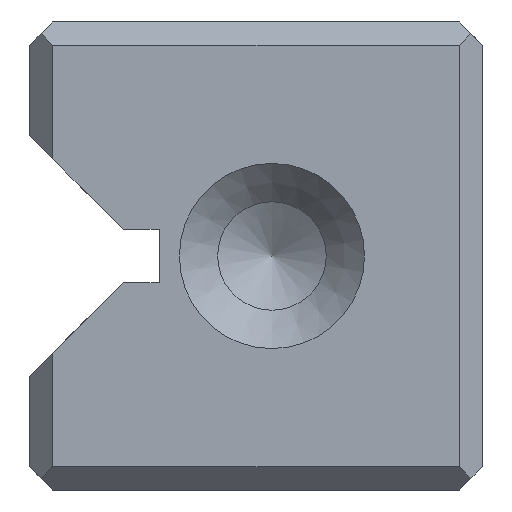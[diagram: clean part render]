
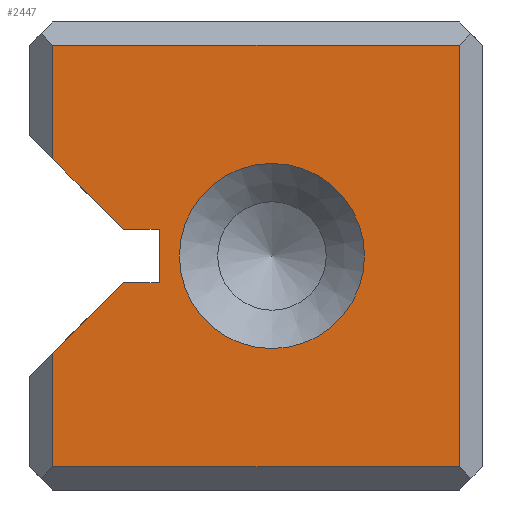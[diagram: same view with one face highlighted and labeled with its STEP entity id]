
A CAD part, left-side view. The second image highlights one B-rep face of the part: STEP entity #2447.
In plain terms, the highlighted planar face has unit normal (-1, 0, 0).
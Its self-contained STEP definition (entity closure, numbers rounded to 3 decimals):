
#2447=ADVANCED_FACE('',(#3307,#3308),#2808,.T.);
#2808=PLANE('',#8513);
#3046=CIRCLE('',#8512,4.35);
#3307=FACE_BOUND('',#3463,.T.);
#3308=FACE_BOUND('',#3464,.T.);
#3463=EDGE_LOOP('',(#4129));
#3464=EDGE_LOOP('',(#4130,#4131,#4132,#4133,#4134,#4135,#4136,#4137,#4138,
#4139));
#4129=ORIENTED_EDGE('',*,*,#6533,.T.);
#4130=ORIENTED_EDGE('',*,*,#6534,.T.);
#4131=ORIENTED_EDGE('',*,*,#6535,.T.);
#4132=ORIENTED_EDGE('',*,*,#6536,.T.);
#4133=ORIENTED_EDGE('',*,*,#6537,.T.);
#4134=ORIENTED_EDGE('',*,*,#6538,.F.);
#4135=ORIENTED_EDGE('',*,*,#6539,.F.);
#4136=ORIENTED_EDGE('',*,*,#6540,.F.);
#4137=ORIENTED_EDGE('',*,*,#6541,.F.);
#4138=ORIENTED_EDGE('',*,*,#6542,.T.);
#4139=ORIENTED_EDGE('',*,*,#6543,.T.);
#5917=VERTEX_POINT('',#10873);
#5918=VERTEX_POINT('',#10875);
#5919=VERTEX_POINT('',#10876);
#5920=VERTEX_POINT('',#10878);
#5921=VERTEX_POINT('',#10880);
#5922=VERTEX_POINT('',#10882);
#5923=VERTEX_POINT('',#10884);
#5924=VERTEX_POINT('',#10886);
#5925=VERTEX_POINT('',#10888);
#5926=VERTEX_POINT('',#10890);
#5927=VERTEX_POINT('',#10892);
#6533=EDGE_CURVE('',#5917,#5917,#3046,.T.);
#6534=EDGE_CURVE('',#5918,#5919,#7343,.T.);
#6535=EDGE_CURVE('',#5919,#5920,#7344,.T.);
#6536=EDGE_CURVE('',#5920,#5921,#7345,.T.);
#6537=EDGE_CURVE('',#5921,#5922,#7346,.T.);
#6538=EDGE_CURVE('',#5923,#5922,#7347,.T.);
#6539=EDGE_CURVE('',#5924,#5923,#7348,.T.);
#6540=EDGE_CURVE('',#5925,#5924,#7349,.T.);
#6541=EDGE_CURVE('',#5926,#5925,#7350,.T.);
#6542=EDGE_CURVE('',#5926,#5927,#7351,.T.);
#6543=EDGE_CURVE('',#5927,#5918,#7352,.T.);
#7343=LINE('',#10874,#8003);
#7344=LINE('',#10877,#8004);
#7345=LINE('',#10879,#8005);
#7346=LINE('',#10881,#8006);
#7347=LINE('',#10883,#8007);
#7348=LINE('',#10885,#8008);
#7349=LINE('',#10887,#8009);
#7350=LINE('',#10889,#8010);
#7351=LINE('',#10891,#8011);
#7352=LINE('',#10893,#8012);
#8003=VECTOR('',#9015,1.);
#8004=VECTOR('',#9016,1.);
#8005=VECTOR('',#9017,1.);
#8006=VECTOR('',#9018,1.);
#8007=VECTOR('',#9019,1.);
#8008=VECTOR('',#9020,1.);
#8009=VECTOR('',#9021,1.);
#8010=VECTOR('',#9022,1.);
#8011=VECTOR('',#9023,1.);
#8012=VECTOR('',#9024,1.);
#8512=AXIS2_PLACEMENT_3D('',#10872,#9013,#9014);
#8513=AXIS2_PLACEMENT_3D('',#10894,#9025,#9026);
#9013=DIRECTION('',(1.,0.,0.));
#9014=DIRECTION('',(0.,0.,-1.));
#9015=DIRECTION('',(0.,-1.,0.));
#9016=DIRECTION('',(0.,0.,1.));
#9017=DIRECTION('',(0.,1.,0.));
#9018=DIRECTION('',(0.,0.,-1.));
#9019=DIRECTION('',(0.,0.707,0.707));
#9020=DIRECTION('',(0.,1.,0.));
#9021=DIRECTION('',(0.,0.,1.));
#9022=DIRECTION('',(0.,-1.,0.));
#9023=DIRECTION('',(0.,0.707,-0.707));
#9024=DIRECTION('',(0.,0.,-1.));
#9025=DIRECTION('',(-1.,0.,0.));
#9026=DIRECTION('',(0.,0.,-1.));
#10872=CARTESIAN_POINT('',(0.,9.9,11.));
#10873=CARTESIAN_POINT('',(0.,9.9,6.65));
#10874=CARTESIAN_POINT('',(0.,10.65,1.1));
#10875=CARTESIAN_POINT('',(0.,20.2,1.1));
#10876=CARTESIAN_POINT('',(0.,1.1,1.1));
#10877=CARTESIAN_POINT('',(0.,1.1,0.));
#10878=CARTESIAN_POINT('',(0.,1.1,20.9));
#10879=CARTESIAN_POINT('',(0.,10.65,20.9));
#10880=CARTESIAN_POINT('',(0.,20.2,20.9));
#10881=CARTESIAN_POINT('',(0.,20.2,0.));
#10882=CARTESIAN_POINT('',(0.,20.2,15.564));
#10883=CARTESIAN_POINT('',(0.,7.643,3.007));
#10884=CARTESIAN_POINT('',(0.,16.886,12.25));
#10885=CARTESIAN_POINT('',(0.,10.65,12.25));
#10886=CARTESIAN_POINT('',(0.,15.2,12.25));
#10887=CARTESIAN_POINT('',(0.,15.2,0.));
#10888=CARTESIAN_POINT('',(0.,15.2,9.75));
#10889=CARTESIAN_POINT('',(0.,10.65,9.75));
#10890=CARTESIAN_POINT('',(0.,16.886,9.75));
#10891=CARTESIAN_POINT('',(0.,18.643,7.993));
#10892=CARTESIAN_POINT('',(0.,20.2,6.436));
#10893=CARTESIAN_POINT('',(0.,20.2,0.));
#10894=CARTESIAN_POINT('',(0.,10.65,0.));
